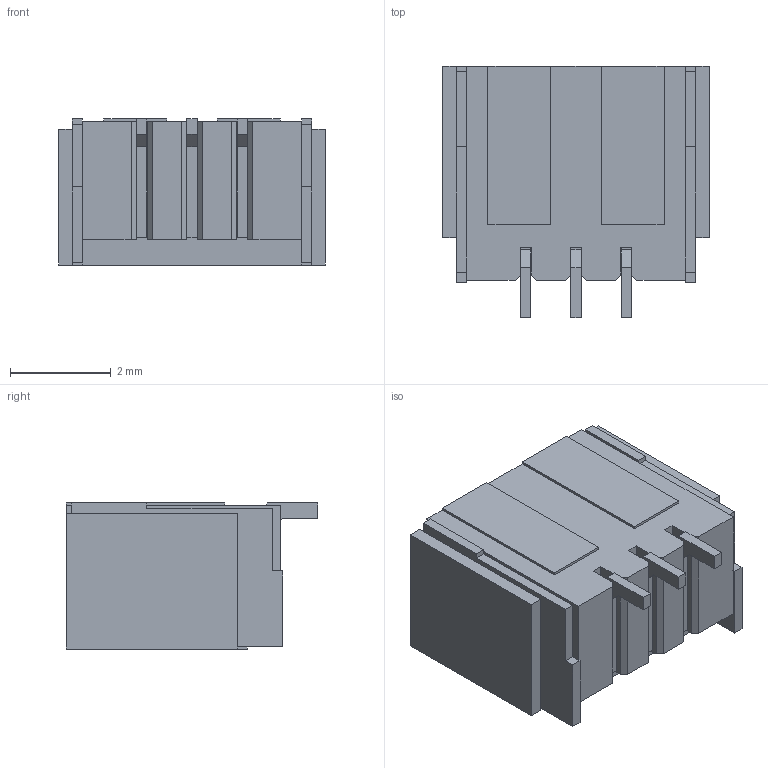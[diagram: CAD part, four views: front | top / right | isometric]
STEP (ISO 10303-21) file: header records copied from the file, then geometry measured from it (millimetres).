
FILE_DESCRIPTION((''),'2;1');
FILE_NAME('M40-401_ASM','2013-08-02T',('wbourne'),(''),'PRO/ENGINEER BY PARAMETRIC TECHNOLOGY CORPORATION, 2012230','PRO/ENGINEER BY PARAMETRIC TECHNOLOGY CORPORATION, 2012230','');
FILE_SCHEMA(('CONFIG_CONTROL_DESIGN'));
Length unit declared in the file: millimetre
Products named in the file (4): M40-401-MOULD; M40-401-PIN; M40-401-TAB; M40-401_ASM
Assembly tree (6 placements, depth 2):
  M40-401_ASM
    M40-401-MOULD
    M40-401-PIN  x3
    M40-401-TAB  x2
Bounding box: 5.3 x 5 x 2.9 mm (x, y, z)
Volume: 36 mm3; surface area: 222.4 mm2
Topology: 6 solids, 6 shells, 199 faces, 582 edges, 388 vertices
Faces by surface type: plane 199
Entity records: 5903 total; most frequent: CARTESIAN_POINT 825, ORIENTED_EDGE 816, DIRECTION 698, PRESENTATION_STYLE_ASSIGNMENT 411, STYLED_ITEM 411, VECTOR 408, LINE 408, CURVE_STYLE 408
